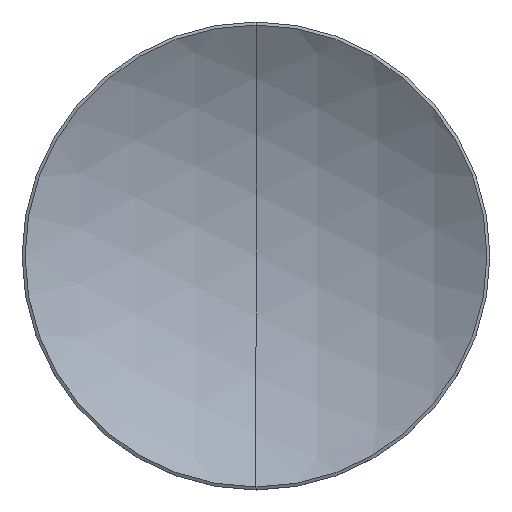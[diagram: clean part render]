
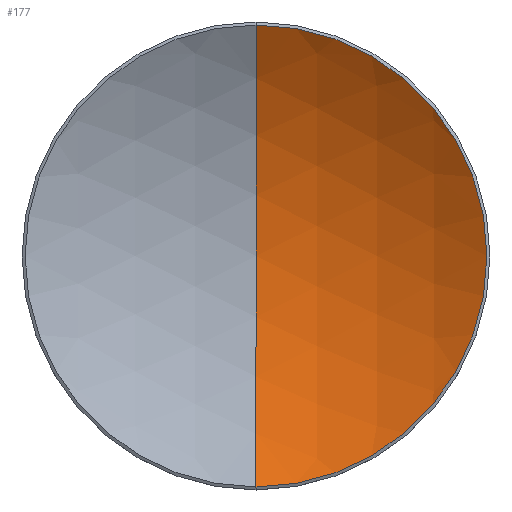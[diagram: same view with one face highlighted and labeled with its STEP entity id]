
A CAD part, top view. The second image highlights one B-rep face of the part: STEP entity #177.
In plain terms, the highlighted spherical face has radius 22.576 mm.
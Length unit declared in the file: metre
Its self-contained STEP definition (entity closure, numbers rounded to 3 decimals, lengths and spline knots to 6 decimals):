
#27 = EDGE_CURVE ( 'NONE', #30, #51, #239, .T. ) ;
#30 = VERTEX_POINT ( 'NONE', #84 ) ;
#51 = VERTEX_POINT ( 'NONE', #289 ) ;
#73 = AXIS2_PLACEMENT_3D ( 'NONE', #157, #290, #241 ) ;
#75 = AXIS2_PLACEMENT_3D ( 'NONE', #130, #276, #166 ) ;
#84 = CARTESIAN_POINT ( 'NONE',  ( 0., 0., 0.00235 ) ) ;
#103 = VERTEX_POINT ( 'NONE', #309 ) ;
#105 = AXIS2_PLACEMENT_3D ( 'NONE', #316, #275, #249 ) ;
#106 = FACE_OUTER_BOUND ( 'NONE', #227, .T. ) ;
#130 = CARTESIAN_POINT ( 'NONE',  ( 0., 0., 0.024926 ) ) ;
#134 = CIRCLE ( 'NONE', #324, 0.012534 ) ;
#145 = CARTESIAN_POINT ( 'NONE',  ( 0., 0., 0.006149 ) ) ;
#157 = CARTESIAN_POINT ( 'NONE',  ( 0., 0., 0.024926 ) ) ;
#166 = DIRECTION ( 'NONE',  ( 0., 1., 0. ) ) ;
#177 = ADVANCED_FACE ( 'NONE', ( #106 ), #279, .F. ) ;
#181 = EDGE_CURVE ( 'NONE', #30, #103, #226, .T. ) ;
#216 = ORIENTED_EDGE ( 'NONE', *, *, #303, .T. ) ;
#226 = CIRCLE ( 'NONE', #105, 0.022576 ) ;
#227 = EDGE_LOOP ( 'NONE', ( #238, #301, #216 ) ) ;
#238 = ORIENTED_EDGE ( 'NONE', *, *, #181, .F. ) ;
#239 = CIRCLE ( 'NONE', #73, 0.022576 ) ;
#241 = DIRECTION ( 'NONE',  ( 0., -1., 0. ) ) ;
#249 = DIRECTION ( 'NONE',  ( 0., 0., -1. ) ) ;
#253 = DIRECTION ( 'NONE',  ( 0., -1., 0. ) ) ;
#256 = DIRECTION ( 'NONE',  ( 0., 0., 1. ) ) ;
#275 = DIRECTION ( 'NONE',  ( 1., 0., 0. ) ) ;
#276 = DIRECTION ( 'NONE',  ( -1., 0., 0. ) ) ;
#279 = SPHERICAL_SURFACE ( 'NONE', #75, 0.022576 ) ;
#289 = CARTESIAN_POINT ( 'NONE',  ( 0., -0.012534, 0.006149 ) ) ;
#290 = DIRECTION ( 'NONE',  ( -1., 0., 0. ) ) ;
#301 = ORIENTED_EDGE ( 'NONE', *, *, #27, .T. ) ;
#303 = EDGE_CURVE ( 'NONE', #51, #103, #134, .T. ) ;
#309 = CARTESIAN_POINT ( 'NONE',  ( 0., 0.012534, 0.006149 ) ) ;
#316 = CARTESIAN_POINT ( 'NONE',  ( 0., 0., 0.024926 ) ) ;
#324 = AXIS2_PLACEMENT_3D ( 'NONE', #145, #256, #253 ) ;
